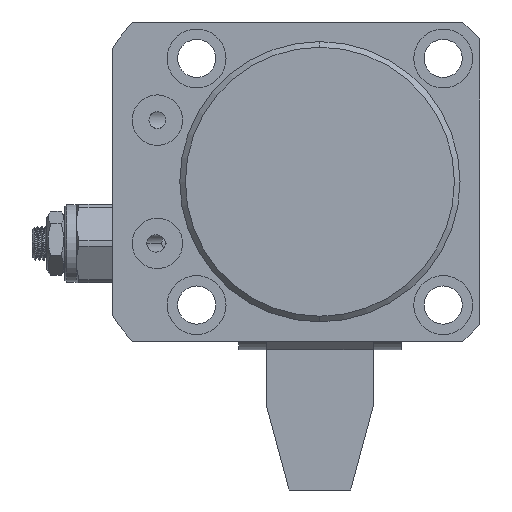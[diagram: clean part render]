
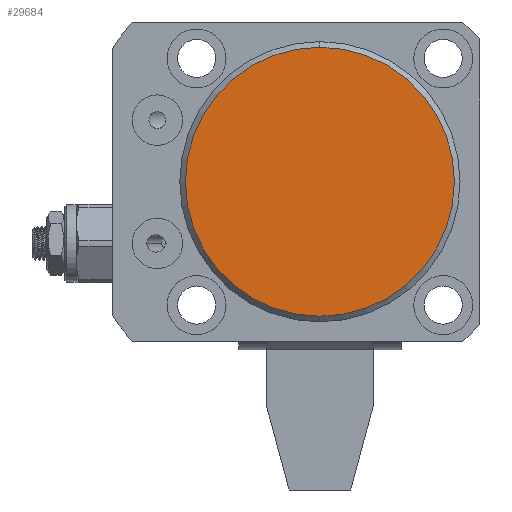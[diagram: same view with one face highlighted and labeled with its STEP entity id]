
A CAD part, front view. The second image highlights one B-rep face of the part: STEP entity #29684.
In plain terms, the highlighted planar face has unit normal (0, -1, 0).
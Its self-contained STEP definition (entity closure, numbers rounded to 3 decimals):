
#4458 = AXIS2_PLACEMENT_3D ( 'NONE', #22940, #5393, #25939 ) ;
#5393 = DIRECTION ( 'NONE',  ( 0., -1., 0. ) ) ;
#5642 = DIRECTION ( 'NONE',  ( 0., -1., 0. ) ) ;
#7037 = CARTESIAN_POINT ( 'NONE',  ( 0., -60., 0. ) ) ;
#8378 = CARTESIAN_POINT ( 'NONE',  ( 0., -60., 24. ) ) ;
#8924 = ORIENTED_EDGE ( 'NONE', *, *, #12729, .T. ) ;
#9095 = AXIS2_PLACEMENT_3D ( 'NONE', #7037, #27592, #10005 ) ;
#10005 = DIRECTION ( 'NONE',  ( 0., 0., -1. ) ) ;
#10411 = FACE_OUTER_BOUND ( 'NONE', #29510, .T. ) ;
#12729 = EDGE_CURVE ( 'NONE', #12745, #37338, #27331, .T. ) ;
#12745 = VERTEX_POINT ( 'NONE', #8378 ) ;
#20239 = CARTESIAN_POINT ( 'NONE',  ( 0., -60., 0. ) ) ;
#21767 = AXIS2_PLACEMENT_3D ( 'NONE', #20239, #5642, #26178 ) ;
#22940 = CARTESIAN_POINT ( 'NONE',  ( 0., -60., 0. ) ) ;
#25939 = DIRECTION ( 'NONE',  ( 0., 0., -1. ) ) ;
#26178 = DIRECTION ( 'NONE',  ( 0., 0., -1. ) ) ;
#27331 = CIRCLE ( 'NONE', #4458, 24. ) ;
#27592 = DIRECTION ( 'NONE',  ( 0., -1., 0. ) ) ;
#29510 = EDGE_LOOP ( 'NONE', ( #8924, #37105 ) ) ;
#29684 = ADVANCED_FACE ( 'NONE', ( #10411 ), #37895, .T. ) ;
#33856 = CARTESIAN_POINT ( 'NONE',  ( 0., -60., -24. ) ) ;
#35436 = CIRCLE ( 'NONE', #9095, 24. ) ;
#37105 = ORIENTED_EDGE ( 'NONE', *, *, #38000, .T. ) ;
#37338 = VERTEX_POINT ( 'NONE', #33856 ) ;
#37895 = PLANE ( 'NONE',  #21767 ) ;
#38000 = EDGE_CURVE ( 'NONE', #37338, #12745, #35436, .T. ) ;
